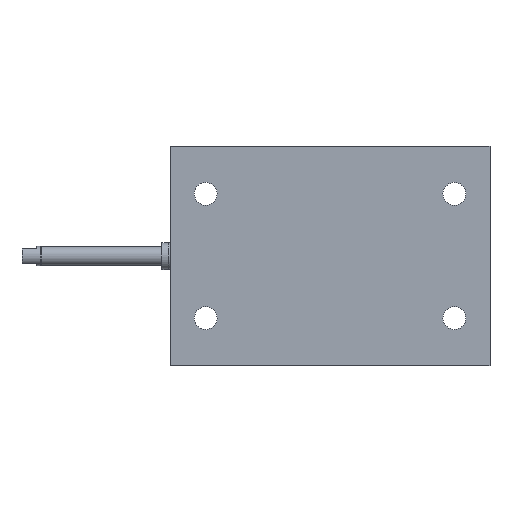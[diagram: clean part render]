
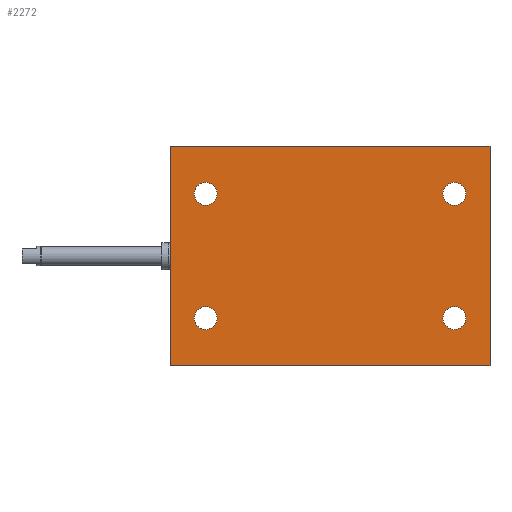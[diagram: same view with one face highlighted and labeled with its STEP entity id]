
A CAD part, front view. The second image highlights one B-rep face of the part: STEP entity #2272.
In plain terms, the highlighted planar face has unit normal (0, -1, 0).
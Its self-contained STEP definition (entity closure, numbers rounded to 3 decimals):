
#126=FACE_BOUND('',#415,.T.);
#127=FACE_BOUND('',#416,.T.);
#128=FACE_BOUND('',#417,.T.);
#129=FACE_BOUND('',#418,.T.);
#256=FACE_OUTER_BOUND('',#414,.T.);
#414=EDGE_LOOP('',(#1979,#1980,#1981,#1982));
#415=EDGE_LOOP('',(#1983));
#416=EDGE_LOOP('',(#1984));
#417=EDGE_LOOP('',(#1985));
#418=EDGE_LOOP('',(#1986));
#601=LINE('',#3849,#810);
#604=LINE('',#3854,#813);
#606=LINE('',#3858,#815);
#608=LINE('',#3861,#817);
#810=VECTOR('',#3174,10.);
#813=VECTOR('',#3179,10.);
#815=VECTOR('',#3183,10.);
#817=VECTOR('',#3187,10.);
#933=CIRCLE('',#2526,3.125);
#934=CIRCLE('',#2528,3.125);
#935=CIRCLE('',#2530,3.125);
#936=CIRCLE('',#2532,3.125);
#1091=VERTEX_POINT('',#3784);
#1092=VERTEX_POINT('',#3788);
#1093=VERTEX_POINT('',#3792);
#1094=VERTEX_POINT('',#3796);
#1112=VERTEX_POINT('',#3847);
#1113=VERTEX_POINT('',#3848);
#1114=VERTEX_POINT('',#3853);
#1115=VERTEX_POINT('',#3857);
#1369=EDGE_CURVE('',#1091,#1091,#933,.T.);
#1371=EDGE_CURVE('',#1092,#1092,#934,.T.);
#1373=EDGE_CURVE('',#1093,#1093,#935,.T.);
#1375=EDGE_CURVE('',#1094,#1094,#936,.T.);
#1400=EDGE_CURVE('',#1112,#1113,#601,.T.);
#1403=EDGE_CURVE('',#1114,#1112,#604,.T.);
#1405=EDGE_CURVE('',#1115,#1114,#606,.T.);
#1407=EDGE_CURVE('',#1113,#1115,#608,.T.);
#1979=ORIENTED_EDGE('',*,*,#1407,.F.);
#1980=ORIENTED_EDGE('',*,*,#1400,.F.);
#1981=ORIENTED_EDGE('',*,*,#1403,.F.);
#1982=ORIENTED_EDGE('',*,*,#1405,.F.);
#1983=ORIENTED_EDGE('',*,*,#1369,.T.);
#1984=ORIENTED_EDGE('',*,*,#1371,.T.);
#1985=ORIENTED_EDGE('',*,*,#1373,.T.);
#1986=ORIENTED_EDGE('',*,*,#1375,.T.);
#2133=PLANE('',#2547);
#2272=ADVANCED_FACE('',(#256,#126,#127,#128,#129),#2133,.T.);
#2526=AXIS2_PLACEMENT_3D('',#3785,#3116,#3117);
#2528=AXIS2_PLACEMENT_3D('',#3789,#3121,#3122);
#2530=AXIS2_PLACEMENT_3D('',#3793,#3126,#3127);
#2532=AXIS2_PLACEMENT_3D('',#3797,#3131,#3132);
#2547=AXIS2_PLACEMENT_3D('',#3876,#3199,#3200);
#3116=DIRECTION('center_axis',(0.,1.,0.));
#3117=DIRECTION('ref_axis',(1.,0.,0.));
#3121=DIRECTION('center_axis',(0.,1.,0.));
#3122=DIRECTION('ref_axis',(1.,0.,0.));
#3126=DIRECTION('center_axis',(0.,1.,0.));
#3127=DIRECTION('ref_axis',(1.,0.,0.));
#3131=DIRECTION('center_axis',(0.,1.,0.));
#3132=DIRECTION('ref_axis',(1.,0.,0.));
#3174=DIRECTION('',(0.,0.,-1.));
#3179=DIRECTION('',(1.,0.,0.));
#3183=DIRECTION('',(0.,0.,1.));
#3187=DIRECTION('',(-1.,0.,0.));
#3199=DIRECTION('center_axis',(0.,-1.,0.));
#3200=DIRECTION('ref_axis',(0.,0.,-1.));
#3784=CARTESIAN_POINT('',(35.875,-103.945,16.496));
#3785=CARTESIAN_POINT('Origin',(39.,-103.945,16.496));
#3788=CARTESIAN_POINT('',(-32.125,-103.945,16.496));
#3789=CARTESIAN_POINT('Origin',(-29.,-103.945,16.496));
#3792=CARTESIAN_POINT('',(35.875,-103.945,50.496));
#3793=CARTESIAN_POINT('Origin',(39.,-103.945,50.496));
#3796=CARTESIAN_POINT('',(-32.125,-103.945,50.496));
#3797=CARTESIAN_POINT('Origin',(-29.,-103.945,50.496));
#3847=CARTESIAN_POINT('',(48.75,-103.945,63.496));
#3848=CARTESIAN_POINT('',(48.75,-103.945,3.496));
#3849=CARTESIAN_POINT('',(48.75,-103.945,63.496));
#3853=CARTESIAN_POINT('',(-38.75,-103.945,63.496));
#3854=CARTESIAN_POINT('',(-38.75,-103.945,63.496));
#3857=CARTESIAN_POINT('',(-38.75,-103.945,3.496));
#3858=CARTESIAN_POINT('',(-38.75,-103.945,3.496));
#3861=CARTESIAN_POINT('',(48.75,-103.945,3.496));
#3876=CARTESIAN_POINT('Origin',(5.,-103.945,33.496));
